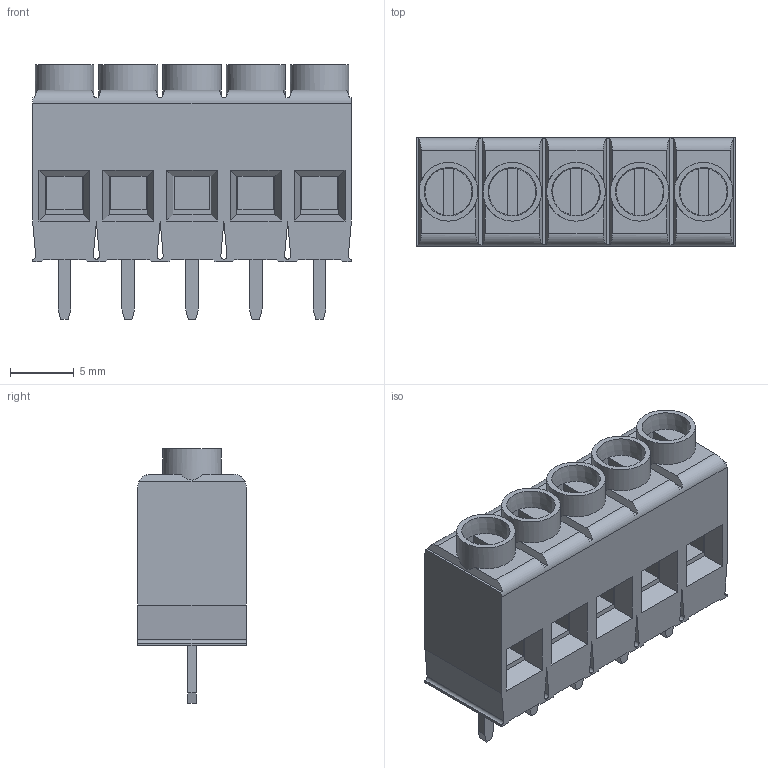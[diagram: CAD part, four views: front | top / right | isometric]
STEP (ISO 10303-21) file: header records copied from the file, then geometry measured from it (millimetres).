
FILE_DESCRIPTION( ( 'Unknown' ), '1' );
FILE_NAME( '691131710005.stp', 'Unknown', ( 'Unknown' ), ( 'Unknown' ), 'PSStep 17.0.49', 'Unknown', ' ' );
FILE_SCHEMA( ( 'AUTOMOTIVE_DESIGN { 1 0 10303 214 1 1 1 1 }' ) );
Length unit declared in the file: millimetre
Products named in the file (1): 1
Bounding box: 25 x 8.5 x 19.95 mm (x, y, z)
Volume: 2544.6 mm3; surface area: 2296.4 mm2
Topology: 1 solids, 1 shells, 206 faces, 537 edges, 348 vertices
Faces by surface type: plane 173, cylinder 28, cone 5
Full cylindrical faces by diameter (mm): 4.6 x5
Entity records: 7797 total; most frequent: CARTESIAN_POINT 1062, DIRECTION 1047, ORIENTED_EDGE 1034, EDGE_CURVE 517, LINE 401, VECTOR 401, VERTEX_POINT 338, AXIS2_PLACEMENT_3D 323
